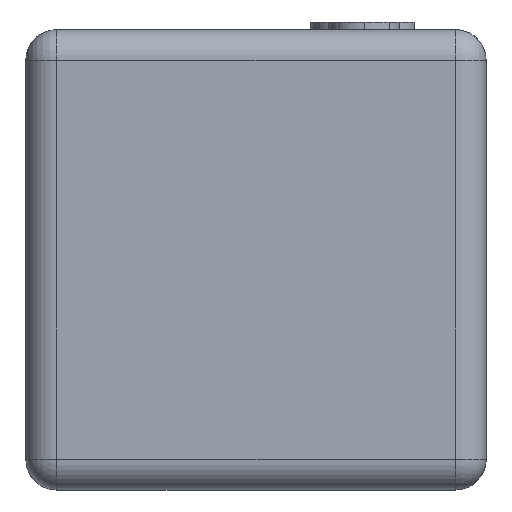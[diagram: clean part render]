
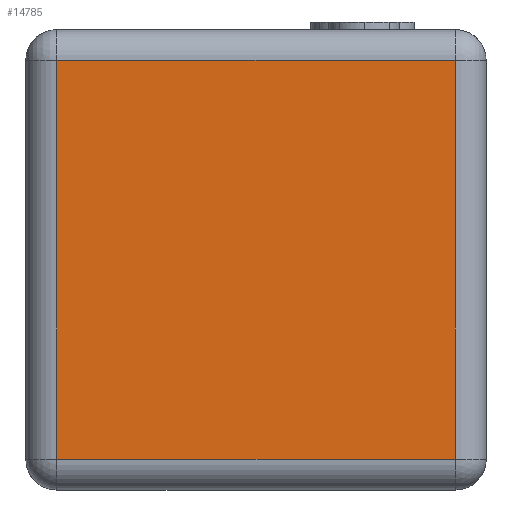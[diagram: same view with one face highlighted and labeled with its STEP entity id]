
A CAD part, left-side view. The second image highlights one B-rep face of the part: STEP entity #14785.
In plain terms, the highlighted planar face has unit normal (-1, 0, 0).
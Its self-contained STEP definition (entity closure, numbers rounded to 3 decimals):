
#468 = DIRECTION ( 'NONE',  ( 0., -1., 0. ) ) ;
#2040 = CARTESIAN_POINT ( 'NONE',  ( -0.3, 0.13, 0.13 ) ) ;
#2211 = EDGE_CURVE ( 'NONE', #11651, #6606, #6978, .T. ) ;
#2770 = LINE ( 'NONE', #7544, #2871 ) ;
#2871 = VECTOR ( 'NONE', #468, 1000. ) ;
#2907 = DIRECTION ( 'NONE',  ( 0., 1., 0. ) ) ;
#4115 = LINE ( 'NONE', #12389, #5324 ) ;
#4128 = ORIENTED_EDGE ( 'NONE', *, *, #10853, .T. ) ;
#4329 = PLANE ( 'NONE',  #5170 ) ;
#4785 = CARTESIAN_POINT ( 'NONE',  ( -0.3, -0.13, -0.13 ) ) ;
#5170 = AXIS2_PLACEMENT_3D ( 'NONE', #12686, #10163, #15048 ) ;
#5324 = VECTOR ( 'NONE', #2907, 1000. ) ;
#5433 = CARTESIAN_POINT ( 'NONE',  ( -0.3, -0.13, 0.13 ) ) ;
#6196 = VERTEX_POINT ( 'NONE', #5433 ) ;
#6606 = VERTEX_POINT ( 'NONE', #9458 ) ;
#6654 = FACE_OUTER_BOUND ( 'NONE', #7909, .T. ) ;
#6879 = VECTOR ( 'NONE', #7252, 1000. ) ;
#6978 = LINE ( 'NONE', #2040, #8781 ) ;
#7252 = DIRECTION ( 'NONE',  ( 0., 0., 1. ) ) ;
#7544 = CARTESIAN_POINT ( 'NONE',  ( -0.3, -0.13, -0.13 ) ) ;
#7909 = EDGE_LOOP ( 'NONE', ( #10322, #4128, #14464, #13762 ) ) ;
#8159 = EDGE_CURVE ( 'NONE', #6196, #11651, #4115, .T. ) ;
#8781 = VECTOR ( 'NONE', #15362, 1000. ) ;
#9458 = CARTESIAN_POINT ( 'NONE',  ( -0.3, 0.13, -0.13 ) ) ;
#9666 = CARTESIAN_POINT ( 'NONE',  ( -0.3, -0.13, 0.13 ) ) ;
#10163 = DIRECTION ( 'NONE',  ( 1., 0., 0. ) ) ;
#10322 = ORIENTED_EDGE ( 'NONE', *, *, #14667, .T. ) ;
#10853 = EDGE_CURVE ( 'NONE', #13315, #6196, #12031, .T. ) ;
#11651 = VERTEX_POINT ( 'NONE', #13249 ) ;
#12031 = LINE ( 'NONE', #9666, #6879 ) ;
#12389 = CARTESIAN_POINT ( 'NONE',  ( -0.3, -0.13, 0.13 ) ) ;
#12686 = CARTESIAN_POINT ( 'NONE',  ( -0.3, -0.13, 0.13 ) ) ;
#13249 = CARTESIAN_POINT ( 'NONE',  ( -0.3, 0.13, 0.13 ) ) ;
#13315 = VERTEX_POINT ( 'NONE', #4785 ) ;
#13762 = ORIENTED_EDGE ( 'NONE', *, *, #2211, .T. ) ;
#14464 = ORIENTED_EDGE ( 'NONE', *, *, #8159, .T. ) ;
#14667 = EDGE_CURVE ( 'NONE', #6606, #13315, #2770, .T. ) ;
#14785 = ADVANCED_FACE ( 'NONE', ( #6654 ), #4329, .F. ) ;
#15048 = DIRECTION ( 'NONE',  ( 0., 0., -1. ) ) ;
#15362 = DIRECTION ( 'NONE',  ( 0., 0., -1. ) ) ;
